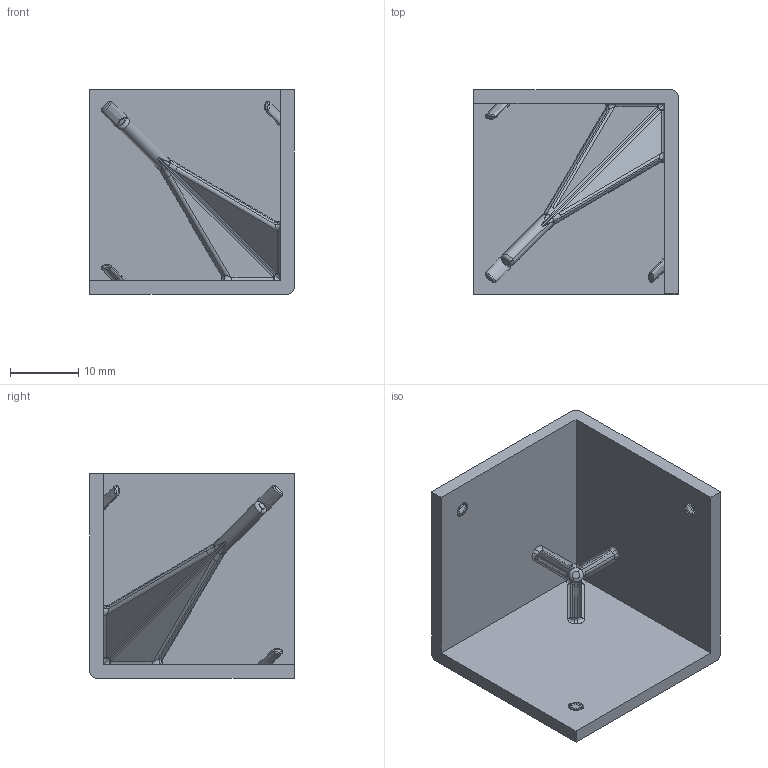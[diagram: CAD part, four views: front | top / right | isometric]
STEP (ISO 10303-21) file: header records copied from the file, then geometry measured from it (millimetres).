
FILE_DESCRIPTION (( 'STEP AP203' ), '1' );
FILE_NAME ('084.310.024.STEP', '2015-02-10T14:57:30', ( '' ), ( '' ), 'SwSTEP 2.0', 'SolidWorks 2012', '' );
FILE_SCHEMA (( 'CONFIG_CONTROL_DESIGN' ));
Length unit declared in the file: millimetre
Products named in the file (1): 084.310.024
Bounding box: 30 x 30 x 30 mm (x, y, z)
Volume: 5539.7 mm3; surface area: 6038 mm2
Topology: 1 solids, 1 shells, 103 faces, 245 edges, 138 vertices
Faces by surface type: bspline 39, cylinder 31, plane 22, sphere 9, torus 2
Entity records: 5310 total; most frequent: CARTESIAN_POINT 3255, ORIENTED_EDGE 472, DIRECTION 345, EDGE_CURVE 236, VERTEX_POINT 138, AXIS2_PLACEMENT_3D 136, EDGE_LOOP 106, FACE_OUTER_BOUND 103
